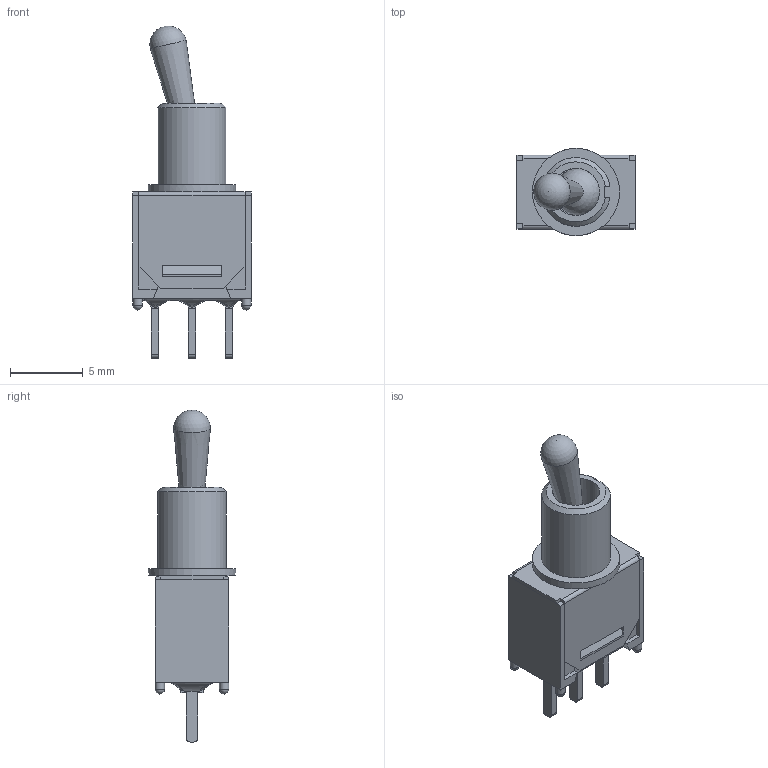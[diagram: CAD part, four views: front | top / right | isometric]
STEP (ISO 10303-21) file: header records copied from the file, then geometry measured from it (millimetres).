
FILE_DESCRIPTION(/* description */ (''),/* implementation_level */ '2;1');
FILE_NAME(/* name */ '200MSPxT2B3M2xE.stp',/* time_stamp */ '2025-04-29T10:46:26-05:00',/* author */ ('mroman'),/* organization */ (''),/* preprocessor_version */ 'ST-DEVELOPER v18.1',/* originating_system */ 'Autodesk Inventor 2022',/* authorisation */ '');
FILE_SCHEMA (('AUTOMOTIVE_DESIGN { 1 0 10303 214 3 1 1 }'));
Length unit declared in the file: inch
Products named in the file (1): 200MSPxT2B3M2xE
Bounding box: 8.13 x 6 x 22.86 mm (x, y, z)
Volume: 271.8 mm3; surface area: 896 mm2
Topology: 1 solids, 2 shells, 149 faces, 427 edges, 273 vertices
Faces by surface type: plane 112, cylinder 21, bspline 8, sphere 6, cone 2
Full cylindrical faces by diameter (mm): 0.65 x4, 3.25 x1, 6 x1
Entity records: 5415 total; most frequent: CARTESIAN_POINT 1559, ORIENTED_EDGE 844, DIRECTION 721, EDGE_CURVE 422, LINE 309, VECTOR 309, VERTEX_POINT 273, AXIS2_PLACEMENT_3D 206
